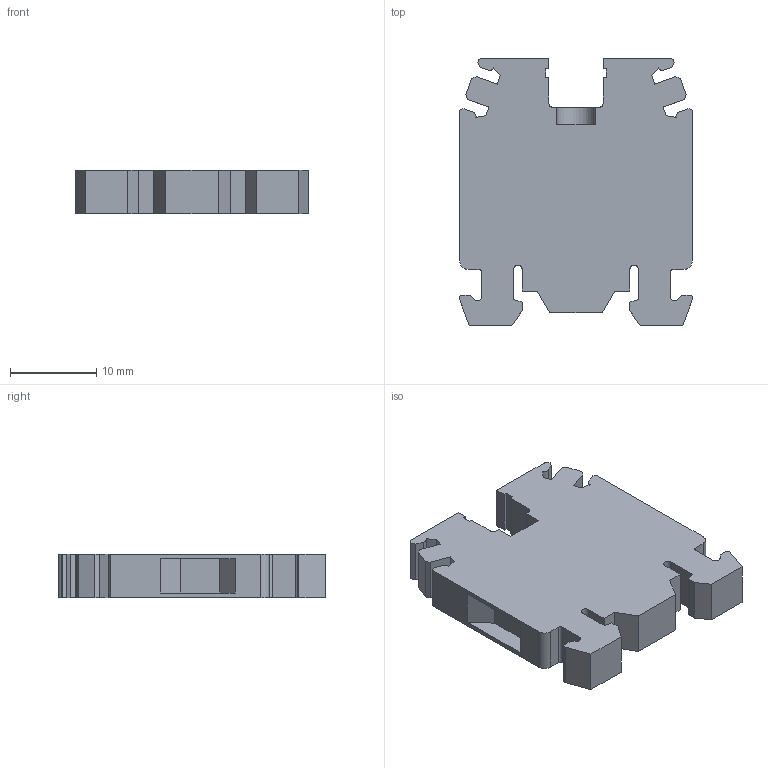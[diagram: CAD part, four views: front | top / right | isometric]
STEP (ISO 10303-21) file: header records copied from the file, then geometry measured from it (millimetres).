
FILE_DESCRIPTION(('CoCreate Modeling STEP Export'),'2;1');
FILE_NAME('RN.2_profilo.stp','2008-11-26T11:27:12',(''),(''),'CoCreate Modeling STEP processor for AP214 (Solid Model)','CoCreate Modeling 16.00A 16-Aug-2008 (C) Parametric Technology GmbH','');
FILE_SCHEMA(('AUTOMOTIVE_DESIGN { 1 0 10303 214 1 1 1 1 }'));
Length unit declared in the file: millimetre
Products named in the file (1): RN.2
Bounding box: 27.09 x 31 x 5.05 mm (x, y, z)
Volume: 3406.6 mm3; surface area: 2449.7 mm2
Topology: 1 solids, 1 shells, 114 faces, 324 edges, 216 vertices
Faces by surface type: plane 87, cylinder 27
Entity records: 3596 total; most frequent: ORIENTED_EDGE 648, CARTESIAN_POINT 633, DIRECTION 566, EDGE_CURVE 324, VECTOR 268, LINE 268, VERTEX_POINT 216, AXIS2_PLACEMENT_3D 149
